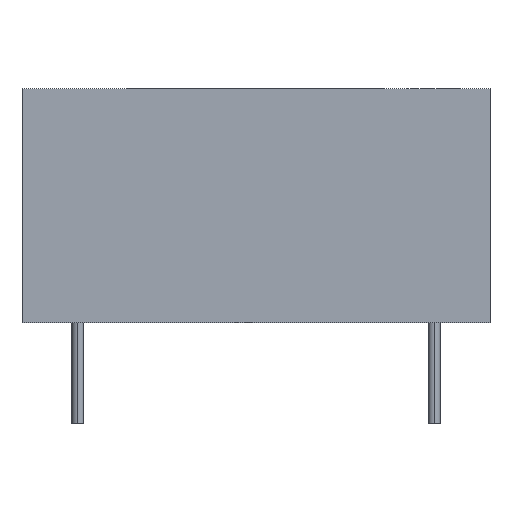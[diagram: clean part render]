
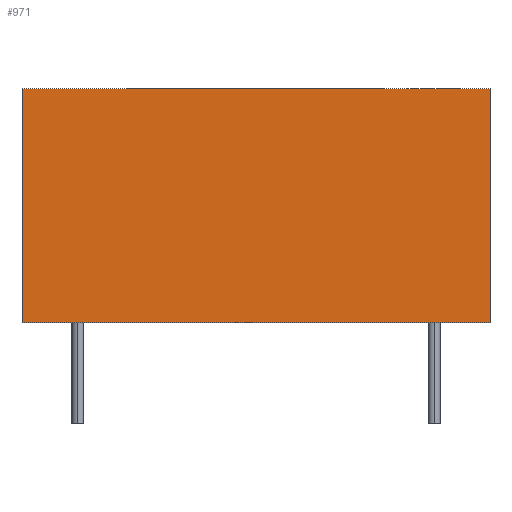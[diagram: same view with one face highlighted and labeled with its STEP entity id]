
A CAD part, front view. The second image highlights one B-rep face of the part: STEP entity #971.
In plain terms, the highlighted planar face has unit normal (0, -1, 0).
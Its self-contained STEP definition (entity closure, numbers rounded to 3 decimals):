
#151 = VERTEX_POINT ( 'NONE', #502 ) ;
#157 = CARTESIAN_POINT ( 'NONE',  ( 10., -13.85, 0. ) ) ;
#180 = CARTESIAN_POINT ( 'NONE',  ( 10., -13.85, 10. ) ) ;
#248 = LINE ( 'NONE', #2687, #747 ) ;
#311 = VERTEX_POINT ( 'NONE', #2657 ) ;
#362 = LINE ( 'NONE', #157, #2344 ) ;
#364 = EDGE_CURVE ( 'NONE', #311, #497, #362, .T. ) ;
#401 = VERTEX_POINT ( 'NONE', #180 ) ;
#497 = VERTEX_POINT ( 'NONE', #2130 ) ;
#502 = CARTESIAN_POINT ( 'NONE',  ( -10., -13.85, 10. ) ) ;
#503 = ORIENTED_EDGE ( 'NONE', *, *, #1546, .F. ) ;
#653 = ORIENTED_EDGE ( 'NONE', *, *, #2361, .T. ) ;
#747 = VECTOR ( 'NONE', #1784, 1000. ) ;
#766 = EDGE_CURVE ( 'NONE', #401, #497, #2189, .T. ) ;
#768 = VECTOR ( 'NONE', #1895, 1000. ) ;
#971 = ADVANCED_FACE ( 'NONE', ( #2746 ), #1042, .F. ) ;
#1042 = PLANE ( 'NONE',  #1606 ) ;
#1050 = DIRECTION ( 'NONE',  ( -1., 0., 0. ) ) ;
#1301 = DIRECTION ( 'NONE',  ( 1., 0., 0. ) ) ;
#1309 = CARTESIAN_POINT ( 'NONE',  ( 10., -13.85, 10. ) ) ;
#1416 = ORIENTED_EDGE ( 'NONE', *, *, #766, .F. ) ;
#1435 = CARTESIAN_POINT ( 'NONE',  ( 10., -13.85, 10. ) ) ;
#1546 = EDGE_CURVE ( 'NONE', #151, #401, #2174, .T. ) ;
#1606 = AXIS2_PLACEMENT_3D ( 'NONE', #1309, #2741, #1050 ) ;
#1743 = EDGE_LOOP ( 'NONE', ( #2743, #1416, #503, #653 ) ) ;
#1784 = DIRECTION ( 'NONE',  ( 0., 0., -1. ) ) ;
#1895 = DIRECTION ( 'NONE',  ( 0., 0., -1. ) ) ;
#2130 = CARTESIAN_POINT ( 'NONE',  ( 10., -13.85, 0. ) ) ;
#2174 = LINE ( 'NONE', #2617, #2600 ) ;
#2189 = LINE ( 'NONE', #1435, #768 ) ;
#2255 = DIRECTION ( 'NONE',  ( 1., 0., 0. ) ) ;
#2344 = VECTOR ( 'NONE', #1301, 1000. ) ;
#2361 = EDGE_CURVE ( 'NONE', #151, #311, #248, .T. ) ;
#2600 = VECTOR ( 'NONE', #2255, 1000. ) ;
#2617 = CARTESIAN_POINT ( 'NONE',  ( 10., -13.85, 10. ) ) ;
#2657 = CARTESIAN_POINT ( 'NONE',  ( -10., -13.85, 0. ) ) ;
#2687 = CARTESIAN_POINT ( 'NONE',  ( -10., -13.85, 10. ) ) ;
#2741 = DIRECTION ( 'NONE',  ( 0., 1., 0. ) ) ;
#2743 = ORIENTED_EDGE ( 'NONE', *, *, #364, .T. ) ;
#2746 = FACE_OUTER_BOUND ( 'NONE', #1743, .T. ) ;
